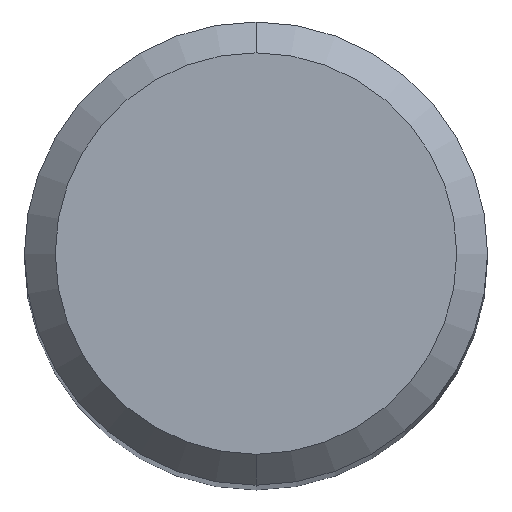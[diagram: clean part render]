
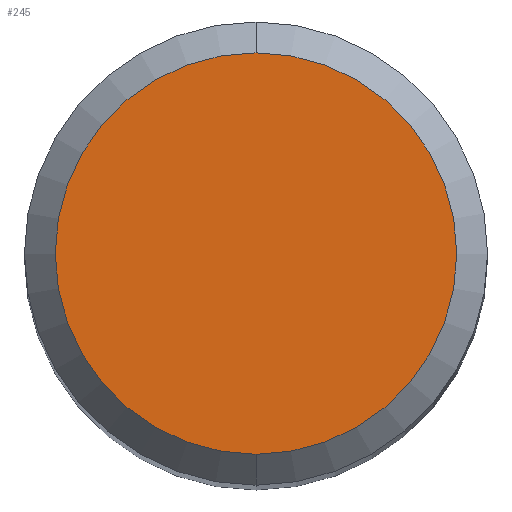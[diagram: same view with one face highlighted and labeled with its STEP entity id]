
A CAD part, top view. The second image highlights one B-rep face of the part: STEP entity #245.
In plain terms, the highlighted planar face has unit normal (0, 0, 1).
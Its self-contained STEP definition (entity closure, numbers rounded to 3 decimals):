
#245=ADVANCED_FACE('',(#573),#574,.T.);
#359=VERTEX_POINT('',#704);
#409=EDGE_CURVE('',#411,#359,#759,.T.);
#411=VERTEX_POINT('',#761);
#477=EDGE_CURVE('',#359,#411,#830,.T.);
#573=FACE_OUTER_BOUND('',#991,.T.);
#574=PLANE('',#992);
#704=CARTESIAN_POINT('',(0.0,2.6,0.0));
#759=CIRCLE('',#1292,2.6);
#761=CARTESIAN_POINT('',(0.,-2.6,0.0));
#830=CIRCLE('',#1489,2.6);
#991=EDGE_LOOP('',(#1582,#1583));
#992=AXIS2_PLACEMENT_3D('',#1584,#1585,#1586);
#1292=AXIS2_PLACEMENT_3D('',#1827,#1828,#1829);
#1489=AXIS2_PLACEMENT_3D('',#1880,#1881,#1882);
#1582=ORIENTED_EDGE('',*,*,#477,.F.);
#1583=ORIENTED_EDGE('',*,*,#409,.F.);
#1584=CARTESIAN_POINT('',(0.0,1.3,0.0));
#1585=DIRECTION('',(-0.0,0.0,1.0));
#1586=DIRECTION('',(0.0,-1.0,0.0));
#1827=CARTESIAN_POINT('',(0.0,0.0,0.0));
#1828=DIRECTION('',(0.0,0.0,-1.0));
#1829=DIRECTION('',(0.0,1.0,0.0));
#1880=CARTESIAN_POINT('',(0.0,0.0,0.0));
#1881=DIRECTION('',(0.0,0.0,-1.0));
#1882=DIRECTION('',(0.0,1.0,0.0));
